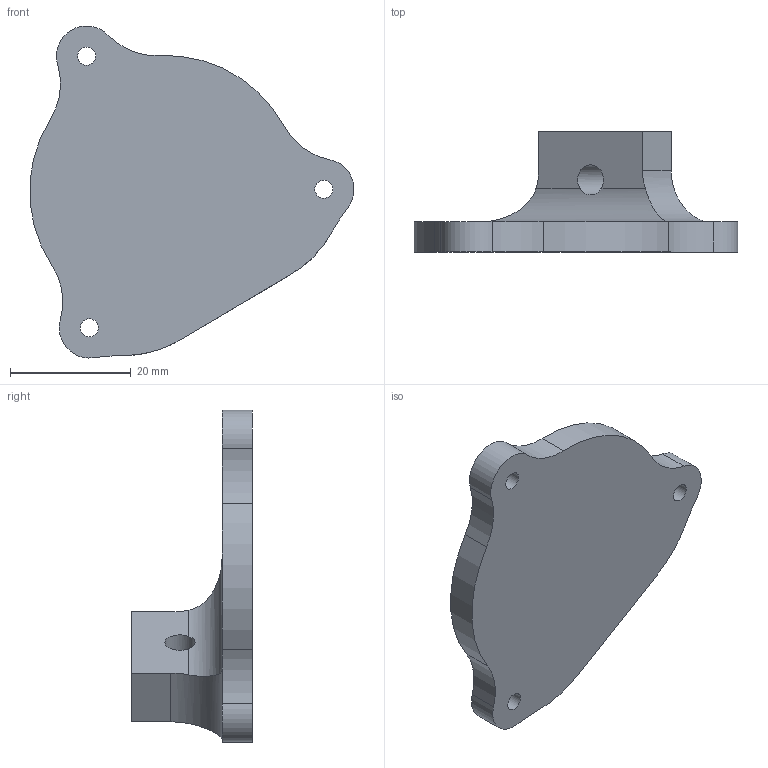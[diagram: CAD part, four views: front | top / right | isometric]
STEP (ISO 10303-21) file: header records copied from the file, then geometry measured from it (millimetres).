
FILE_DESCRIPTION(/* description */ (''),/* implementation_level */ '2;1');
FILE_NAME(/* name */ 'Steckerhalter Anhnger Norbert v2.stp',/* time_stamp */ '2022-09-22T11:56:31+02:00',/* author */ (''),/* organization */ (''),/* preprocessor_version */ 'ST-DEVELOPER v19',/* originating_system */ 'Autodesk Translation Framework v11.7.0.108',/* authorisation */ '');
FILE_SCHEMA (('AUTOMOTIVE_DESIGN { 1 0 10303 214 3 1 1 }'));
Length unit declared in the file: millimetre
Products named in the file (1): Steckerhalter Anhänger Norbert
Bounding box: 53.74 x 20 x 55.07 mm (x, y, z)
Volume: 12787 mm3; surface area: 5800.1 mm2
Topology: 1 solids, 1 shells, 27 faces, 78 edges, 52 vertices
Faces by surface type: cylinder 20, plane 7
Full cylindrical faces by diameter (mm): 3 x3, 5 x1
Entity records: 993 total; most frequent: CARTESIAN_POINT 204, DIRECTION 166, ORIENTED_EDGE 156, EDGE_CURVE 78, AXIS2_PLACEMENT_3D 66, VERTEX_POINT 52, CIRCLE 38, EDGE_LOOP 34
